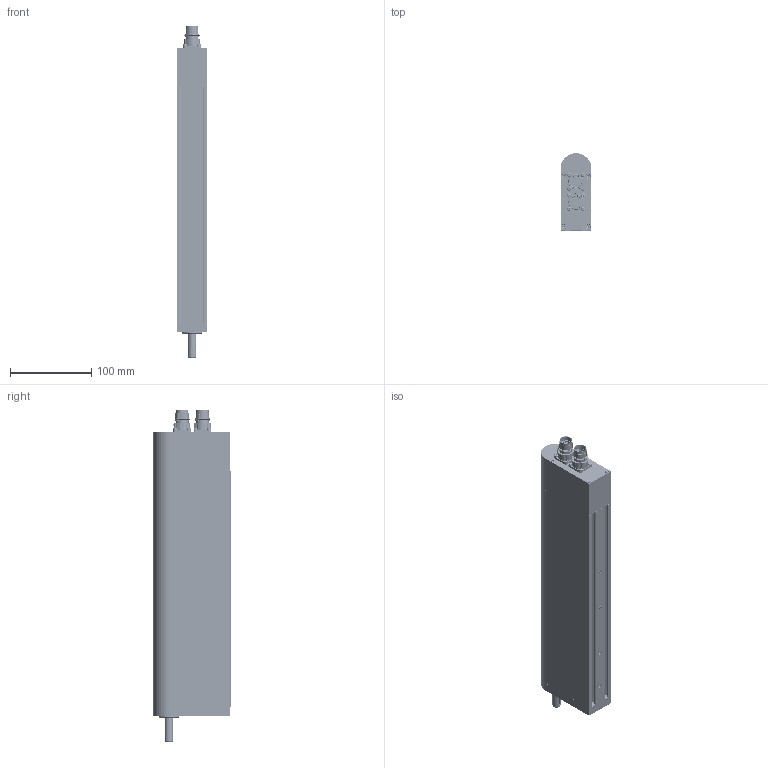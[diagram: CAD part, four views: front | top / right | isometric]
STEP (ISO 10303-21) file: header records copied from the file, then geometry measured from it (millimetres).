
FILE_DESCRIPTION (( 'STEP AP214' ), '1' );
FILE_NAME ('0186-1058_220615_PR02-38x51-R_23x80-HP-R-70_MSxx_TS00.STEP', '2022-06-15T14:23:05', ( '' ), ( '' ), 'SwSTEP 2.0', 'SolidWorks 2021', '' );
FILE_SCHEMA (( 'AUTOMOTIVE_DESIGN' ));
Length unit declared in the file: millimetre
Products named in the file (3): RS02k-DA295x10_RS01k-DA295; 0186-1058_220615_PR02-38x51-R_23x80-HP-R-70_MSxx_TS00; Einzelteil_PR02-38x51-R_23x80-HP-R-70-L00_MSxx_TS00
Assembly tree (2 placements, depth 2):
  0186-1058_220615_PR02-38x51-R_23x80-HP-R-70_MSxx_TS00
    Einzelteil_PR02-38x51-R_23x80-HP-R-70-L00_MSxx_TS00
    RS02k-DA295x10_RS01k-DA295
Bounding box: 38 x 95 x 409 mm (x, y, z)
Volume: 1200787.7 mm3; surface area: 156394.3 mm2
Topology: 33 solids, 33 shells, 2945 faces, 6778 edges, 3992 vertices
Faces by surface type: cone 1009, cylinder 961, plane 680, bspline 282, torus 13
Full cylindrical faces by diameter (mm): 1.15 x10, 1.2 x6, 1.3 x2, 2 x11, 2.05 x8, 2.5 x3, 2.7 x9, 3 x224, 3.1 x6, 3.2 x4, 3.3 x2, 3.4 x3, 4 x62, 4.2 x5, 4.5 x4, 5.5 x9, 6 x1, 7 x4, 7.5 x4, 10 x1, 11 x1, 13.8 x1, 14.2 x2, 14.7 x2, 15.54 x2, 16 x2, 16.8 x2, 17 x2, 17.25 x2, 20.1 x2
Entity records: 90004 total; most frequent: CARTESIAN_POINT 29303, DIRECTION 12533, ORIENTED_EDGE 11278, EDGE_CURVE 5639, AXIS2_PLACEMENT_3D 5138, EDGE_LOOP 3988, VERTEX_POINT 3837, FACE_OUTER_BOUND 3270
